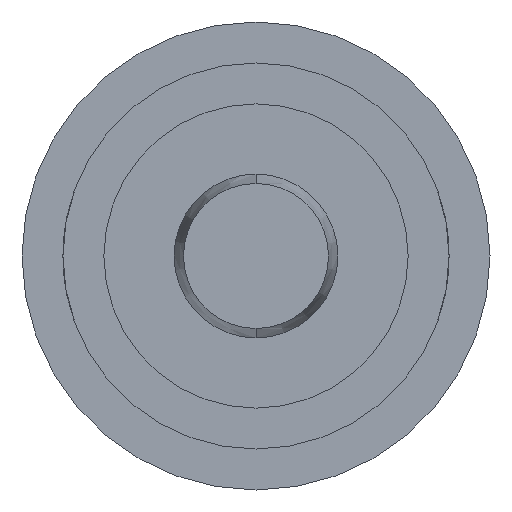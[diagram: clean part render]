
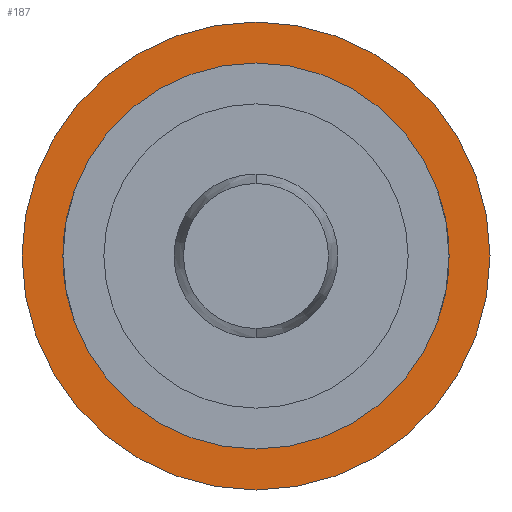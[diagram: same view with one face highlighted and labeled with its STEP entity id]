
A CAD part, front view. The second image highlights one B-rep face of the part: STEP entity #187.
In plain terms, the highlighted planar face has unit normal (0, -1, 0).
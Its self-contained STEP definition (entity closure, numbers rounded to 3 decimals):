
#115 = DIRECTION ( 'NONE',  ( 0., 0., 1. ) ) ;
#187 = ADVANCED_FACE ( 'NONE', ( #3305, #672 ), #750, .F. ) ;
#229 = EDGE_CURVE ( 'NONE', #379, #356, #2875, .T. ) ;
#283 = ORIENTED_EDGE ( 'NONE', *, *, #664, .F. ) ;
#313 = CARTESIAN_POINT ( 'NONE',  ( 0., 28., -1. ) ) ;
#356 = VERTEX_POINT ( 'NONE', #3009 ) ;
#379 = VERTEX_POINT ( 'NONE', #575 ) ;
#416 = CARTESIAN_POINT ( 'NONE',  ( 0., 28., 0. ) ) ;
#462 = AXIS2_PLACEMENT_3D ( 'NONE', #416, #1918, #115 ) ;
#510 = ORIENTED_EDGE ( 'NONE', *, *, #1870, .T. ) ;
#575 = CARTESIAN_POINT ( 'NONE',  ( 0., 28., -0.825 ) ) ;
#664 = EDGE_CURVE ( 'NONE', #2485, #2312, #1200, .T. ) ;
#672 = FACE_BOUND ( 'NONE', #3759, .T. ) ;
#679 = ORIENTED_EDGE ( 'NONE', *, *, #229, .T. ) ;
#750 = PLANE ( 'NONE',  #2657 ) ;
#918 = CIRCLE ( 'NONE', #2318, 0.825 ) ;
#1050 = DIRECTION ( 'NONE',  ( 0., 0., 1. ) ) ;
#1200 = CIRCLE ( 'NONE', #1353, 1. ) ;
#1353 = AXIS2_PLACEMENT_3D ( 'NONE', #2201, #1585, #2470 ) ;
#1397 = DIRECTION ( 'NONE',  ( 0., 1., 0. ) ) ;
#1419 = CARTESIAN_POINT ( 'NONE',  ( 0., 28., 0. ) ) ;
#1585 = DIRECTION ( 'NONE',  ( 0., 1., 0. ) ) ;
#1690 = DIRECTION ( 'NONE',  ( 0., 1., 0. ) ) ;
#1870 = EDGE_CURVE ( 'NONE', #356, #379, #918, .T. ) ;
#1918 = DIRECTION ( 'NONE',  ( 0., 1., 0. ) ) ;
#2201 = CARTESIAN_POINT ( 'NONE',  ( 0., 28., 0. ) ) ;
#2312 = VERTEX_POINT ( 'NONE', #313 ) ;
#2318 = AXIS2_PLACEMENT_3D ( 'NONE', #3581, #2359, #3834 ) ;
#2344 = CIRCLE ( 'NONE', #462, 1. ) ;
#2359 = DIRECTION ( 'NONE',  ( 0., 1., 0. ) ) ;
#2440 = ORIENTED_EDGE ( 'NONE', *, *, #3543, .F. ) ;
#2470 = DIRECTION ( 'NONE',  ( 0., 0., 1. ) ) ;
#2485 = VERTEX_POINT ( 'NONE', #3108 ) ;
#2657 = AXIS2_PLACEMENT_3D ( 'NONE', #3182, #1690, #1050 ) ;
#2840 = AXIS2_PLACEMENT_3D ( 'NONE', #1419, #1397, #3547 ) ;
#2875 = CIRCLE ( 'NONE', #2840, 0.825 ) ;
#3001 = EDGE_LOOP ( 'NONE', ( #283, #2440 ) ) ;
#3009 = CARTESIAN_POINT ( 'NONE',  ( 0., 28., 0.825 ) ) ;
#3108 = CARTESIAN_POINT ( 'NONE',  ( 0., 28., 1. ) ) ;
#3182 = CARTESIAN_POINT ( 'NONE',  ( 0.825, 28., 0. ) ) ;
#3305 = FACE_OUTER_BOUND ( 'NONE', #3001, .T. ) ;
#3543 = EDGE_CURVE ( 'NONE', #2312, #2485, #2344, .T. ) ;
#3547 = DIRECTION ( 'NONE',  ( 0., 0., 1. ) ) ;
#3581 = CARTESIAN_POINT ( 'NONE',  ( 0., 28., 0. ) ) ;
#3759 = EDGE_LOOP ( 'NONE', ( #679, #510 ) ) ;
#3834 = DIRECTION ( 'NONE',  ( 0., 0., 1. ) ) ;
